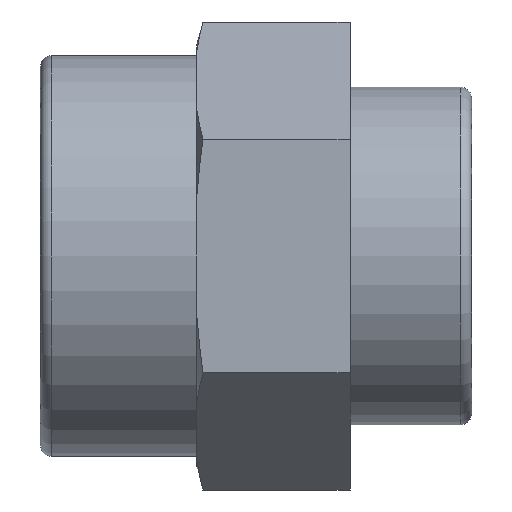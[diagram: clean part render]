
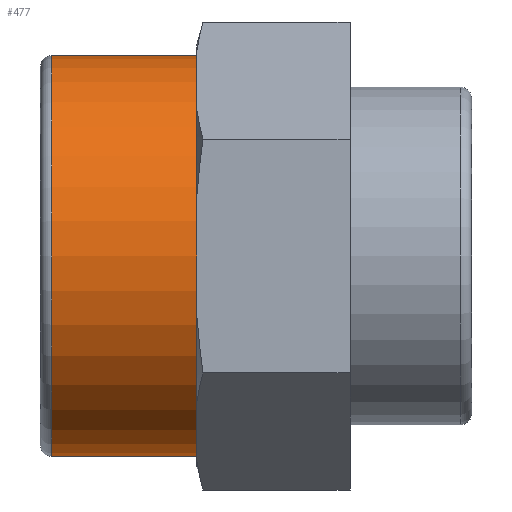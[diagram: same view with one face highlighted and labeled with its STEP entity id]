
A CAD part, front view. The second image highlights one B-rep face of the part: STEP entity #477.
In plain terms, the highlighted cylindrical face has radius 17.8 mm (diameter 35.6 mm), a partial arc.
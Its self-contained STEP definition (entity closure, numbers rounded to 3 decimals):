
#14 = VERTEX_POINT ( 'NONE', #953 ) ;
#140 = DIRECTION ( 'NONE',  ( -1., 0., 0. ) ) ;
#143 = FACE_OUTER_BOUND ( 'NONE', #307, .T. ) ;
#144 = CARTESIAN_POINT ( 'NONE',  ( 0., 0., 0. ) ) ;
#146 = CYLINDRICAL_SURFACE ( 'NONE', #2943, 17.8 ) ;
#147 = DIRECTION ( 'NONE',  ( 0., 0., 1. ) ) ;
#307 = EDGE_LOOP ( 'NONE', ( #4884, #4885, #10469, #10470 ) ) ;
#451 = EDGE_CURVE ( 'NONE', #3780, #3792, #566, .T. ) ;
#477 = ADVANCED_FACE ( 'NONE', ( #143 ), #146, .T. ) ;
#521 = EDGE_CURVE ( 'NONE', #3792, #14, #10176, .T. ) ;
#533 = EDGE_CURVE ( 'NONE', #14, #3779, #8997, .T. ) ;
#566 = CIRCLE ( 'NONE', #571, 17.8 ) ;
#571 = AXIS2_PLACEMENT_3D ( 'NONE', #9798, #9800, #9802 ) ;
#706 = EDGE_CURVE ( 'NONE', #3780, #3779, #1050, .T. ) ;
#953 = CARTESIAN_POINT ( 'NONE',  ( -37.3, 0., 17.8 ) ) ;
#1050 = LINE ( 'NONE', #1051, #5859 ) ;
#1051 = CARTESIAN_POINT ( 'NONE',  ( 0., 0., -17.8 ) ) ;
#1052 = DIRECTION ( 'NONE',  ( -1., 0., 0. ) ) ;
#2943 = AXIS2_PLACEMENT_3D ( 'NONE', #144, #140, #147 ) ;
#3779 = VERTEX_POINT ( 'NONE', #7617 ) ;
#3780 = VERTEX_POINT ( 'NONE', #7614 ) ;
#3792 = VERTEX_POINT ( 'NONE', #7629 ) ;
#4884 = ORIENTED_EDGE ( 'NONE', *, *, #706, .F. ) ;
#4885 = ORIENTED_EDGE ( 'NONE', *, *, #451, .T. ) ;
#5859 = VECTOR ( 'NONE', #1052, 1000. ) ;
#7614 = CARTESIAN_POINT ( 'NONE',  ( -24.4, 0., -17.8 ) ) ;
#7617 = CARTESIAN_POINT ( 'NONE',  ( -37.3, 0., -17.8 ) ) ;
#7629 = CARTESIAN_POINT ( 'NONE',  ( -24.4, 0., 17.8 ) ) ;
#8996 = VECTOR ( 'NONE', #10187, 1000. ) ;
#8997 = CIRCLE ( 'NONE', #9006, 17.8 ) ;
#9006 = AXIS2_PLACEMENT_3D ( 'NONE', #10395, #10396, #10397 ) ;
#9798 = CARTESIAN_POINT ( 'NONE',  ( -24.4, 0., 0. ) ) ;
#9800 = DIRECTION ( 'NONE',  ( -1., 0., 0. ) ) ;
#9802 = DIRECTION ( 'NONE',  ( 0., 0., 1. ) ) ;
#10175 = CARTESIAN_POINT ( 'NONE',  ( 0., 0., 17.8 ) ) ;
#10176 = LINE ( 'NONE', #10175, #8996 ) ;
#10187 = DIRECTION ( 'NONE',  ( -1., 0., 0. ) ) ;
#10395 = CARTESIAN_POINT ( 'NONE',  ( -37.3, 0., 0. ) ) ;
#10396 = DIRECTION ( 'NONE',  ( 1., 0., 0. ) ) ;
#10397 = DIRECTION ( 'NONE',  ( 0., 0., -1. ) ) ;
#10469 = ORIENTED_EDGE ( 'NONE', *, *, #521, .T. ) ;
#10470 = ORIENTED_EDGE ( 'NONE', *, *, #533, .T. ) ;
